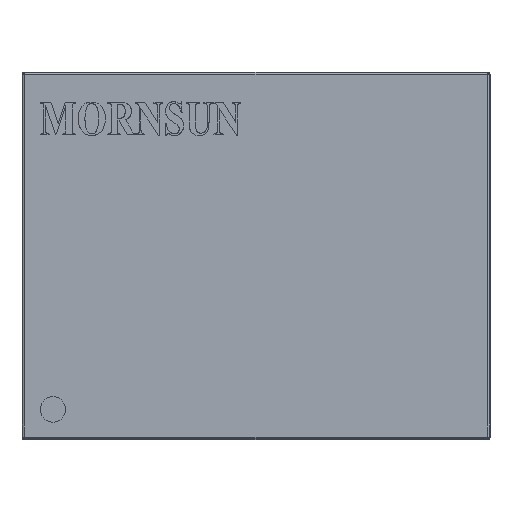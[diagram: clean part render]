
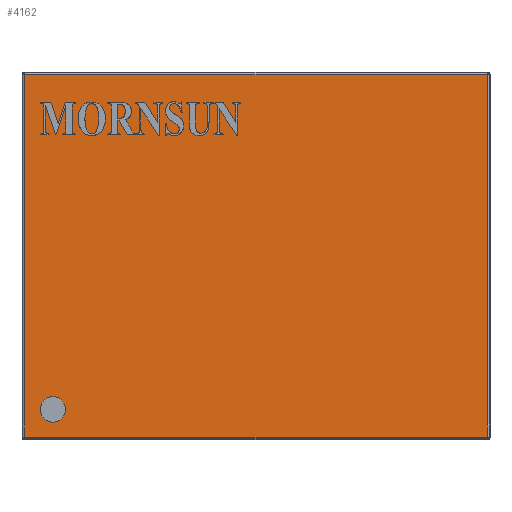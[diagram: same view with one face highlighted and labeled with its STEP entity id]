
A CAD part, top view. The second image highlights one B-rep face of the part: STEP entity #4162.
In plain terms, the highlighted planar face has unit normal (0, 0, 1).
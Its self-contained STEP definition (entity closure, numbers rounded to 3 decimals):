
#287 = LINE ( 'NONE', #3282, #8553 ) ;
#618 = EDGE_LOOP ( 'NONE', ( #7746, #9515, #5734, #9303 ) ) ;
#1540 = EDGE_CURVE ( 'NONE', #5795, #9330, #287, .T. ) ;
#1739 = EDGE_CURVE ( 'NONE', #2378, #5795, #5984, .T. ) ;
#2190 = DIRECTION ( 'NONE',  ( 1., 0., 0. ) ) ;
#2285 = VECTOR ( 'NONE', #3065, 1000. ) ;
#2378 = VERTEX_POINT ( 'NONE', #9542 ) ;
#2832 = VECTOR ( 'NONE', #5870, 1000. ) ;
#2877 = LINE ( 'NONE', #8723, #2832 ) ;
#2938 = CARTESIAN_POINT ( 'NONE',  ( -2.3, -3.6, 2.9 ) ) ;
#3065 = DIRECTION ( 'NONE',  ( 1., 0., 0. ) ) ;
#3282 = CARTESIAN_POINT ( 'NONE',  ( -4.6, 1.8, 2.9 ) ) ;
#3443 = DIRECTION ( 'NONE',  ( 0., 1., 0. ) ) ;
#4017 = CARTESIAN_POINT ( 'NONE',  ( 4.6, 3.6, 2.9 ) ) ;
#4162 = ADVANCED_FACE ( 'NONE', ( #6015 ), #5972, .T. ) ;
#4363 = VECTOR ( 'NONE', #9089, 1000. ) ;
#5149 = EDGE_CURVE ( 'NONE', #9129, #2378, #2877, .T. ) ;
#5377 = CARTESIAN_POINT ( 'NONE',  ( 2.3, 3.6, 2.9 ) ) ;
#5734 = ORIENTED_EDGE ( 'NONE', *, *, #1739, .F. ) ;
#5795 = VERTEX_POINT ( 'NONE', #9480 ) ;
#5870 = DIRECTION ( 'NONE',  ( 0., -1., 0. ) ) ;
#5873 = CARTESIAN_POINT ( 'NONE',  ( 0., 0., 2.9 ) ) ;
#5972 = PLANE ( 'NONE',  #7969 ) ;
#5984 = LINE ( 'NONE', #2938, #4363 ) ;
#6015 = FACE_OUTER_BOUND ( 'NONE', #618, .T. ) ;
#7100 = EDGE_CURVE ( 'NONE', #9330, #9129, #9019, .T. ) ;
#7746 = ORIENTED_EDGE ( 'NONE', *, *, #7100, .F. ) ;
#7969 = AXIS2_PLACEMENT_3D ( 'NONE', #5873, #8919, #2190 ) ;
#8553 = VECTOR ( 'NONE', #3443, 1000. ) ;
#8691 = CARTESIAN_POINT ( 'NONE',  ( -4.6, 3.6, 2.9 ) ) ;
#8723 = CARTESIAN_POINT ( 'NONE',  ( 4.6, -1.8, 2.9 ) ) ;
#8919 = DIRECTION ( 'NONE',  ( 0., 0., 1. ) ) ;
#9019 = LINE ( 'NONE', #5377, #2285 ) ;
#9089 = DIRECTION ( 'NONE',  ( -1., 0., 0. ) ) ;
#9129 = VERTEX_POINT ( 'NONE', #4017 ) ;
#9303 = ORIENTED_EDGE ( 'NONE', *, *, #5149, .F. ) ;
#9330 = VERTEX_POINT ( 'NONE', #8691 ) ;
#9480 = CARTESIAN_POINT ( 'NONE',  ( -4.6, -3.6, 2.9 ) ) ;
#9515 = ORIENTED_EDGE ( 'NONE', *, *, #1540, .F. ) ;
#9542 = CARTESIAN_POINT ( 'NONE',  ( 4.6, -3.6, 2.9 ) ) ;
